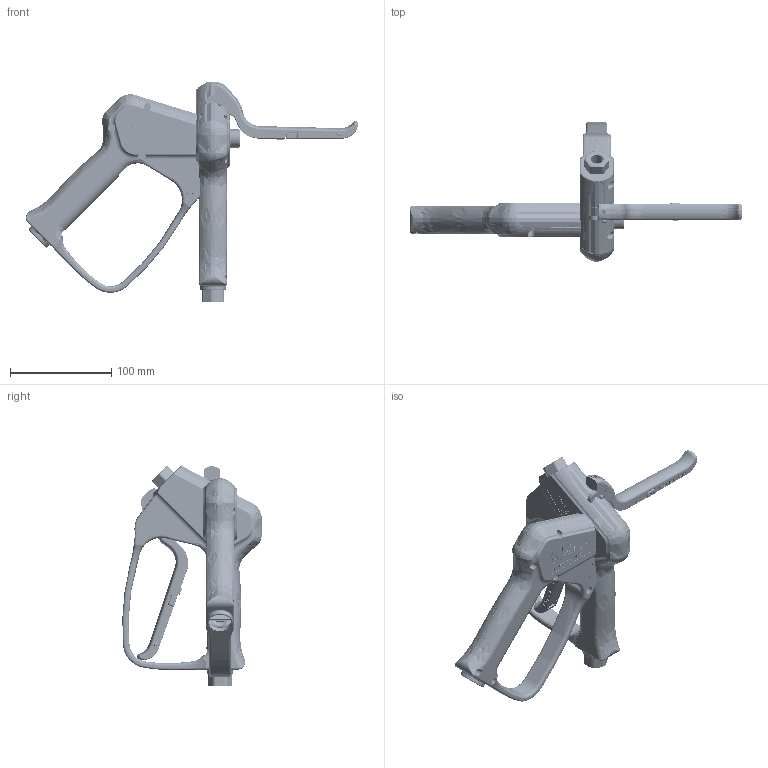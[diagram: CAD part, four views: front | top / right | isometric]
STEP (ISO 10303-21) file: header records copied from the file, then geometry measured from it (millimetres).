
FILE_DESCRIPTION( ( 'Unknown' ), '1' );
FILE_NAME( '20 2300 500_3_ST-2300_Pistole.stp', 'Unknown', ( 'Unknown' ), ( 'Unknown' ), 'PSStep 13.0', 'Unknown', ' ' );
FILE_SCHEMA( ( 'AUTOMOTIVE_DESIGN { 1 0 10303 214 1 1 1 1 }' ) );
Length unit declared in the file: millimetre
Products named in the file (19): 20 2300 411_ST-2300_TM-Hebel_schwarz; Assem1; 02-8618_sicherungsklinke; 01-1250_stift_3h9x14,7; 02-8625_1_Hebel_ST-2300_schwarz; 04-7080_Hebelachse; 02-8620_ST-2300-2600; 02-8615_ST-2300-2600; 04-0051_Blechschraube_DIN_7981-3,5x16_V2A_Form C; 04-0051_Blechschraube_DIN_7981-3,5x16_V2A_Form C-oa0; 04-0051_Blechschraube_DIN_7981-3,5x16_V2A_Form C-oa1; 04-0051_Blechschraube_DIN_7981-3,5x16_V2A_Form C-oa2; 04-0051_Blechschraube_DIN_7981-3,5x16_V2A_Form C-oa3; 04-0051_Blechschraube_DIN_7981-3,5x16_V2A_Form C-oa4; 04-0051_Blechschraube_DIN_7981-3,5x16_V2A_Form C-oa5; 04-0051_Blechschraube_DIN_7981-3,5x16_V2A_Form C-oa6; 01-2600_1_Eingangsmutter_G3_8; 02-8628_1_Schild_ST-2300_gelb; 01-7342_3_Gehäuse_ST2300_2600_1-4_Hebelbohr
Bounding box: 328.23 x 137.8 x 218.34 mm (x, y, z)
Volume: 276833.7 mm3; surface area: 292505.1 mm2
Topology: 38 solids, 40 shells, 9130 faces, 23779 edges, 15443 vertices
Faces by surface type: plane 4718, extrusion 1958, cylinder 1348, bspline 504, torus 343, cone 103, sphere 80, offset 76
Full cylindrical faces by diameter (mm): 2 x2, 2.7 x16, 3 x15, 3.02 x2, 3.1 x6, 3.5 x16, 3.8 x16, 4 x13, 4.02 x3, 4.1 x6, 5.9 x2, 6 x32, 6.9 x16, 7 x2, 7.05 x2, 7.4 x16, 7.5 x2, 8 x2, 9.6 x16, 9.7 x2, 10 x6, 11.5 x2, 11.82 x10, 13 x2, 14 x2, 14.2 x2, 15 x2, 15.33 x4, 18 x2, 19 x2
Entity records: 194394 total; most frequent: CARTESIAN_POINT 70560, ORIENTED_EDGE 20464, DIRECTION 14847, EDGE_CURVE 10232, VERTEX_POINT 6797, VECTOR 6163, LINE 5209, EDGE_LOOP 4665
